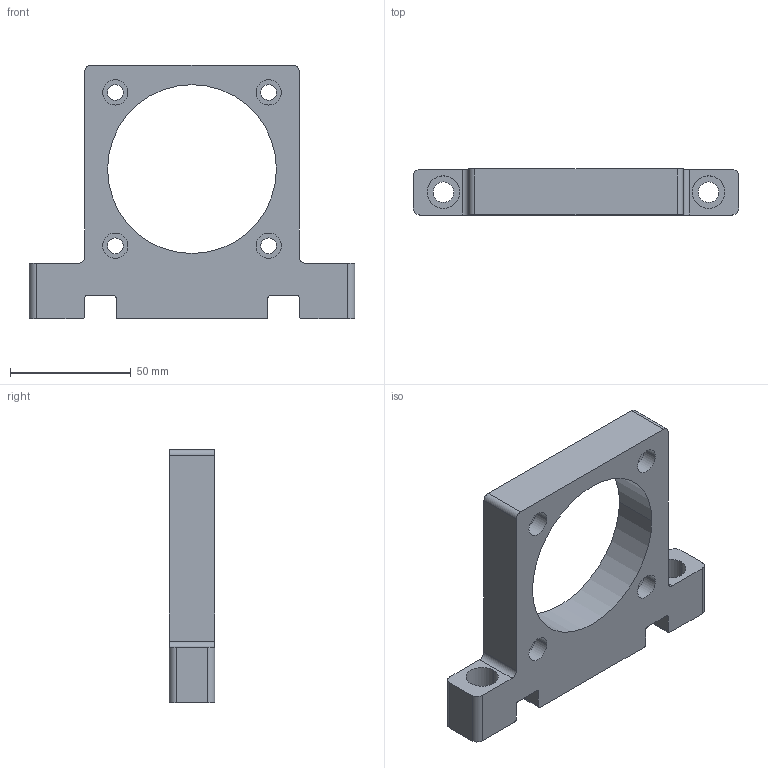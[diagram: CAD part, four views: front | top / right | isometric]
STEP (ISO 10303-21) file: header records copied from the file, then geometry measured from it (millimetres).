
FILE_DESCRIPTION(('CATIA V5 STEP Exchange'),'2;1');
FILE_NAME('VSOTR1100-Z011.1 - Al - 20 Pcs.stp','2022-08-28T14:30:08+00:00',('none'),('none'),'CATIA Version 5 Release 21 GA (IN-10)','CATIA V5 STEP AP214','none');
FILE_SCHEMA(('AUTOMOTIVE_DESIGN { 1 0 10303 214 1 1 1 1 }'));
Length unit declared in the file: millimetre
Products named in the file (1): VSOTR1100-Z011
Bounding box: 135 x 19 x 105 mm (x, y, z)
Volume: 110621.5 mm3; surface area: 29401.1 mm2
Topology: 1 solids, 1 shells, 66 faces, 174 edges, 116 vertices
Faces by surface type: cylinder 42, plane 24
Entity records: 1939 total; most frequent: ORIENTED_EDGE 348, CARTESIAN_POINT 344, DIRECTION 258, EDGE_CURVE 174, AXIS2_PLACEMENT_3D 126, VERTEX_POINT 116, VECTOR 90, LINE 90
